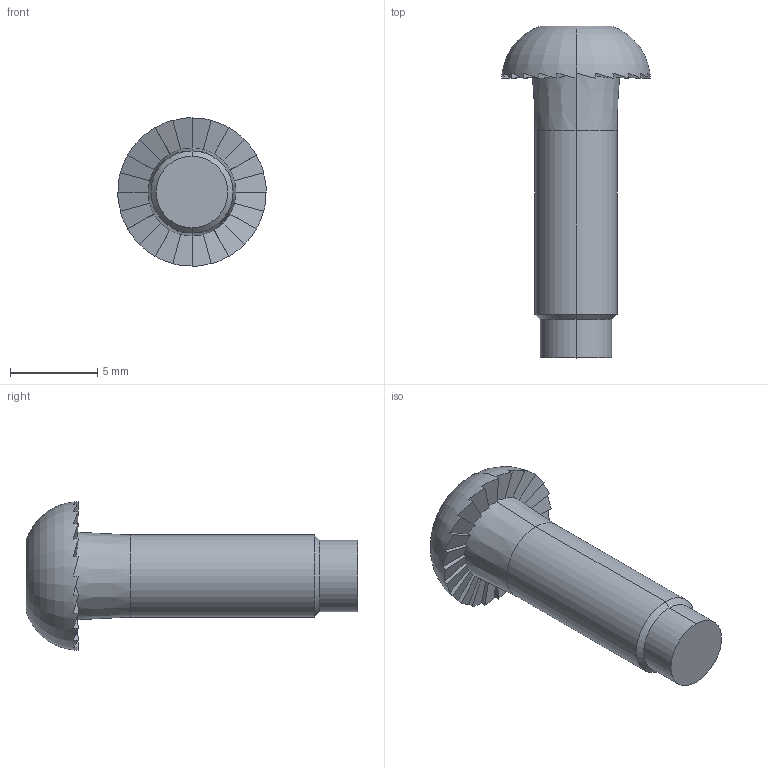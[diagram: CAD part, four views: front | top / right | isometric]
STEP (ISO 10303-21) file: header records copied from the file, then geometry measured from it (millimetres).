
FILE_DESCRIPTION (( 'STEP AP214' ), '1' );
FILE_NAME ('093sf0516.STEP', '2014-08-21T08:02:25', ( '' ), ( '' ), 'SwSTEP 2.0', 'SolidWorks 2014', '' );
FILE_SCHEMA (( 'AUTOMOTIVE_DESIGN' ));
Length unit declared in the file: millimetre
Products named in the file (1): 093sf0516
Bounding box: 8.5 x 19 x 8.5 mm (x, y, z)
Volume: 376.3 mm3; surface area: 417.1 mm2
Topology: 1 solids, 1 shells, 74 faces, 198 edges, 125 vertices
Faces by surface type: plane 62, cone 6, cylinder 4, torus 2
Entity records: 2346 total; most frequent: CARTESIAN_POINT 540, ORIENTED_EDGE 392, DIRECTION 340, EDGE_CURVE 196, VERTEX_POINT 125, AXIS2_PLACEMENT_3D 117, VECTOR 106, LINE 106
